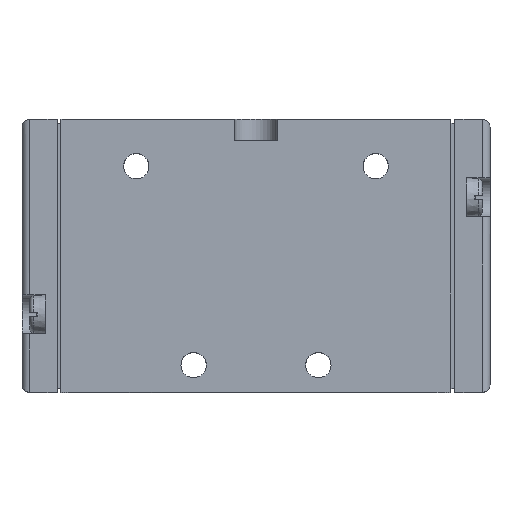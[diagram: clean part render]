
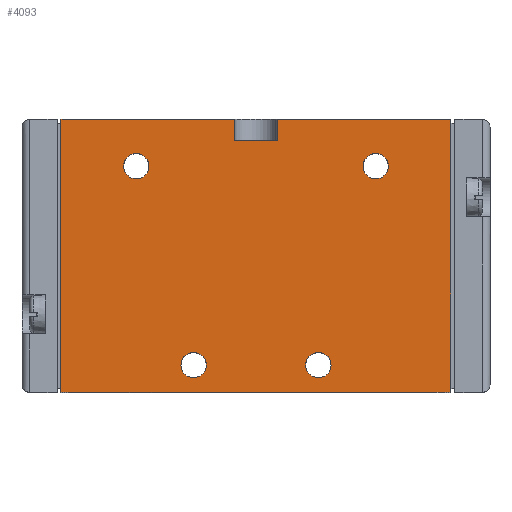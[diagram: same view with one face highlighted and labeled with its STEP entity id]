
A CAD part, top view. The second image highlights one B-rep face of the part: STEP entity #4093.
In plain terms, the highlighted planar face has unit normal (0, 0, 1).
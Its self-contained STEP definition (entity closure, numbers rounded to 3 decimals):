
#214=LINE('',#6614,#540);
#244=LINE('',#6791,#570);
#247=LINE('',#6799,#573);
#251=LINE('',#6815,#577);
#252=LINE('',#6817,#578);
#253=LINE('',#6818,#579);
#254=LINE('',#6819,#580);
#255=LINE('',#6821,#581);
#540=VECTOR('',#5104,1000.);
#570=VECTOR('',#5252,1000.);
#573=VECTOR('',#5257,1000.);
#577=VECTOR('',#5271,1000.);
#578=VECTOR('',#5272,1000.);
#579=VECTOR('',#5273,1000.);
#580=VECTOR('',#5274,1000.);
#581=VECTOR('',#5275,1000.);
#811=PLANE('',#4489);
#1262=ORIENTED_EDGE('',*,*,#2440,.F.);
#1263=ORIENTED_EDGE('',*,*,#2441,.F.);
#1264=ORIENTED_EDGE('',*,*,#2442,.F.);
#1265=ORIENTED_EDGE('',*,*,#2443,.F.);
#1266=ORIENTED_EDGE('',*,*,#2444,.F.);
#1267=ORIENTED_EDGE('',*,*,#2432,.F.);
#1268=ORIENTED_EDGE('',*,*,#2445,.T.);
#1269=ORIENTED_EDGE('',*,*,#2344,.T.);
#1270=ORIENTED_EDGE('',*,*,#2446,.F.);
#1271=ORIENTED_EDGE('',*,*,#2436,.F.);
#1272=ORIENTED_EDGE('',*,*,#2447,.F.);
#1273=ORIENTED_EDGE('',*,*,#2448,.F.);
#2344=EDGE_CURVE('',#2918,#2916,#214,.T.);
#2432=EDGE_CURVE('',#3005,#3006,#244,.T.);
#2436=EDGE_CURVE('',#3009,#3010,#247,.T.);
#2440=EDGE_CURVE('',#3013,#3013,#3310,.T.);
#2441=EDGE_CURVE('',#3014,#3014,#3311,.T.);
#2442=EDGE_CURVE('',#3015,#3015,#3312,.T.);
#2443=EDGE_CURVE('',#3016,#3016,#3313,.T.);
#2444=EDGE_CURVE('',#3006,#3017,#251,.T.);
#2445=EDGE_CURVE('',#3005,#2918,#252,.T.);
#2446=EDGE_CURVE('',#3010,#2916,#253,.T.);
#2447=EDGE_CURVE('',#3018,#3009,#254,.T.);
#2448=EDGE_CURVE('',#3017,#3018,#255,.T.);
#2916=VERTEX_POINT('',#6612);
#2918=VERTEX_POINT('',#6615);
#3005=VERTEX_POINT('',#6790);
#3006=VERTEX_POINT('',#6792);
#3009=VERTEX_POINT('',#6798);
#3010=VERTEX_POINT('',#6800);
#3013=VERTEX_POINT('',#6808);
#3014=VERTEX_POINT('',#6810);
#3015=VERTEX_POINT('',#6812);
#3016=VERTEX_POINT('',#6814);
#3017=VERTEX_POINT('',#6816);
#3018=VERTEX_POINT('',#6820);
#3310=CIRCLE('',#4490,3.25);
#3311=CIRCLE('',#4491,3.25);
#3312=CIRCLE('',#4492,3.25);
#3313=CIRCLE('',#4493,3.25);
#3476=EDGE_LOOP('',(#1262));
#3477=EDGE_LOOP('',(#1263));
#3478=EDGE_LOOP('',(#1264));
#3479=EDGE_LOOP('',(#1265));
#3480=EDGE_LOOP('',(#1266,#1267,#1268,#1269,#1270,#1271,#1272,#1273));
#3788=FACE_BOUND('',#3476,.T.);
#3789=FACE_BOUND('',#3477,.T.);
#3790=FACE_BOUND('',#3478,.T.);
#3791=FACE_BOUND('',#3479,.T.);
#3792=FACE_BOUND('',#3480,.T.);
#4093=ADVANCED_FACE('',(#3788,#3789,#3790,#3791,#3792),#811,.F.);
#4489=AXIS2_PLACEMENT_3D('',#6806,#5261,#5262);
#4490=AXIS2_PLACEMENT_3D('',#6807,#5263,#5264);
#4491=AXIS2_PLACEMENT_3D('',#6809,#5265,#5266);
#4492=AXIS2_PLACEMENT_3D('',#6811,#5267,#5268);
#4493=AXIS2_PLACEMENT_3D('',#6813,#5269,#5270);
#5104=DIRECTION('',(1.,0.,0.));
#5252=DIRECTION('',(1.,0.,0.));
#5257=DIRECTION('',(1.,0.,0.));
#5261=DIRECTION('',(0.,0.,-1.));
#5262=DIRECTION('',(-1.,0.,0.));
#5263=DIRECTION('',(0.,0.,1.));
#5264=DIRECTION('',(1.,0.,0.));
#5265=DIRECTION('',(0.,0.,1.));
#5266=DIRECTION('',(1.,0.,0.));
#5267=DIRECTION('',(0.,0.,1.));
#5268=DIRECTION('',(1.,0.,0.));
#5269=DIRECTION('',(0.,0.,1.));
#5270=DIRECTION('',(1.,0.,0.));
#5271=DIRECTION('',(0.,-1.,0.));
#5272=DIRECTION('',(0.,-1.,0.));
#5273=DIRECTION('',(0.,-1.,0.));
#5274=DIRECTION('',(0.,1.,0.));
#5275=DIRECTION('',(1.,0.,0.));
#6612=CARTESIAN_POINT('',(50.,0.,20.));
#6614=CARTESIAN_POINT('',(-50.,0.,20.));
#6615=CARTESIAN_POINT('',(-50.,0.,20.));
#6790=CARTESIAN_POINT('',(-50.,70.,20.));
#6791=CARTESIAN_POINT('',(-50.,70.,20.));
#6792=CARTESIAN_POINT('',(-5.5,70.,20.));
#6798=CARTESIAN_POINT('',(5.5,70.,20.));
#6799=CARTESIAN_POINT('',(-50.,70.,20.));
#6800=CARTESIAN_POINT('',(50.,70.,20.));
#6806=CARTESIAN_POINT('',(-50.,70.,20.));
#6807=CARTESIAN_POINT('',(16.,7.,20.));
#6808=CARTESIAN_POINT('',(19.25,7.,20.));
#6809=CARTESIAN_POINT('',(-16.,7.,20.));
#6810=CARTESIAN_POINT('',(-12.75,7.,20.));
#6811=CARTESIAN_POINT('',(-30.7,58.,20.));
#6812=CARTESIAN_POINT('',(-27.45,58.,20.));
#6813=CARTESIAN_POINT('',(30.7,58.,20.));
#6814=CARTESIAN_POINT('',(33.95,58.,20.));
#6815=CARTESIAN_POINT('',(-5.5,70.,20.));
#6816=CARTESIAN_POINT('',(-5.5,64.5,20.));
#6817=CARTESIAN_POINT('',(-50.,70.,20.));
#6818=CARTESIAN_POINT('',(50.,70.,20.));
#6819=CARTESIAN_POINT('',(5.5,70.,20.));
#6820=CARTESIAN_POINT('',(5.5,64.5,20.));
#6821=CARTESIAN_POINT('',(-50.,64.5,20.));
